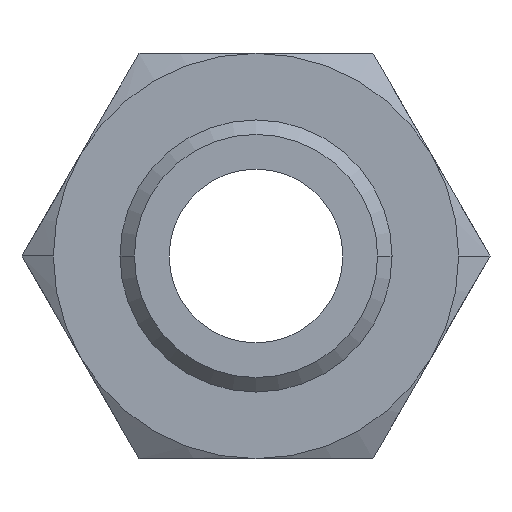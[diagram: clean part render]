
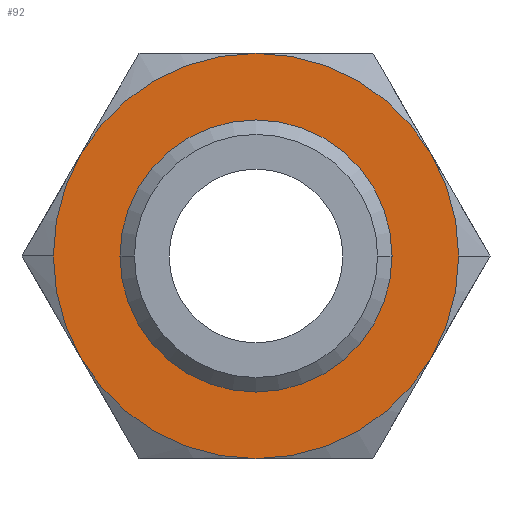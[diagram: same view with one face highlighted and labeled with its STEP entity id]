
A CAD part, front view. The second image highlights one B-rep face of the part: STEP entity #92.
In plain terms, the highlighted planar face has unit normal (0, -1, 0).
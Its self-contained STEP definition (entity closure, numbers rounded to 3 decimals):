
#92=ADVANCED_FACE('',(#201,#202),#203,.T.);
#201=FACE_OUTER_BOUND('',#326,.T.);
#202=FACE_BOUND('',#327,.T.);
#203=PLANE('',#328);
#326=EDGE_LOOP('',(#520,#521,#522,#523,#524,#525,#526,#527));
#327=EDGE_LOOP('',(#528,#529));
#328=AXIS2_PLACEMENT_3D('',#530,#531,#532);
#520=ORIENTED_EDGE('',*,*,#777,.T.);
#521=ORIENTED_EDGE('',*,*,#778,.T.);
#522=ORIENTED_EDGE('',*,*,#779,.T.);
#523=ORIENTED_EDGE('',*,*,#780,.T.);
#524=ORIENTED_EDGE('',*,*,#775,.T.);
#525=ORIENTED_EDGE('',*,*,#734,.T.);
#526=ORIENTED_EDGE('',*,*,#781,.T.);
#527=ORIENTED_EDGE('',*,*,#782,.T.);
#528=ORIENTED_EDGE('',*,*,#783,.F.);
#529=ORIENTED_EDGE('',*,*,#758,.F.);
#530=CARTESIAN_POINT('',(-3.5,10.5,0.0));
#531=DIRECTION('',(0.,-1.0,0.0));
#532=DIRECTION('',(-1.0,0.,0.0));
#734=EDGE_CURVE('',#867,#869,#871,.T.);
#758=EDGE_CURVE('',#907,#909,#910,.T.);
#775=EDGE_CURVE('',#838,#867,#933,.T.);
#777=EDGE_CURVE('',#874,#935,#936,.T.);
#778=EDGE_CURVE('',#935,#937,#938,.T.);
#779=EDGE_CURVE('',#937,#939,#940,.T.);
#780=EDGE_CURVE('',#939,#838,#941,.T.);
#781=EDGE_CURVE('',#869,#942,#943,.T.);
#782=EDGE_CURVE('',#942,#874,#944,.T.);
#783=EDGE_CURVE('',#909,#907,#945,.T.);
#838=VERTEX_POINT('',#1004);
#867=VERTEX_POINT('',#1062);
#869=VERTEX_POINT('',#1065);
#871=CIRCLE('',#1078,7.0);
#874=VERTEX_POINT('',#1081);
#907=VERTEX_POINT('',#1145);
#909=VERTEX_POINT('',#1148);
#910=CIRCLE('',#1149,4.7);
#933=CIRCLE('',#1188,7.0);
#935=VERTEX_POINT('',#1190);
#936=CIRCLE('',#1191,7.0);
#937=VERTEX_POINT('',#1192);
#938=CIRCLE('',#1193,7.0);
#939=VERTEX_POINT('',#1194);
#940=CIRCLE('',#1195,7.0);
#941=CIRCLE('',#1196,7.0);
#942=VERTEX_POINT('',#1197);
#943=CIRCLE('',#1198,7.0);
#944=CIRCLE('',#1199,7.0);
#945=CIRCLE('',#1200,4.7);
#1004=CARTESIAN_POINT('',(6.062,10.5,-3.5));
#1062=CARTESIAN_POINT('',(7.0,10.5,0.));
#1065=CARTESIAN_POINT('',(6.062,10.5,3.5));
#1078=AXIS2_PLACEMENT_3D('',#1350,#1351,#1352);
#1081=CARTESIAN_POINT('',(-6.062,10.5,3.5));
#1145=CARTESIAN_POINT('',(4.7,10.5,0.));
#1148=CARTESIAN_POINT('',(-4.7,10.5,0.));
#1149=AXIS2_PLACEMENT_3D('',#1381,#1382,#1383);
#1188=AXIS2_PLACEMENT_3D('',#1404,#1405,#1406);
#1190=CARTESIAN_POINT('',(-7.0,10.5,0.));
#1191=AXIS2_PLACEMENT_3D('',#1407,#1408,#1409);
#1192=CARTESIAN_POINT('',(-6.062,10.5,-3.5));
#1193=AXIS2_PLACEMENT_3D('',#1410,#1411,#1412);
#1194=CARTESIAN_POINT('',(0.,10.5,-7.0));
#1195=AXIS2_PLACEMENT_3D('',#1413,#1414,#1415);
#1196=AXIS2_PLACEMENT_3D('',#1416,#1417,#1418);
#1197=CARTESIAN_POINT('',(0.,10.5,7.0));
#1198=AXIS2_PLACEMENT_3D('',#1419,#1420,#1421);
#1199=AXIS2_PLACEMENT_3D('',#1422,#1423,#1424);
#1200=AXIS2_PLACEMENT_3D('',#1425,#1426,#1427);
#1350=CARTESIAN_POINT('',(0.,10.5,0.0));
#1351=DIRECTION('',(0.,-1.0,0.0));
#1352=DIRECTION('',(-1.0,0.,0.0));
#1381=CARTESIAN_POINT('',(0.0,10.5,0.0));
#1382=DIRECTION('',(0.,-1.0,0.0));
#1383=DIRECTION('',(1.0,0.,0.0));
#1404=CARTESIAN_POINT('',(0.,10.5,0.0));
#1405=DIRECTION('',(0.,-1.0,0.0));
#1406=DIRECTION('',(-1.0,0.,0.0));
#1407=CARTESIAN_POINT('',(0.,10.5,0.0));
#1408=DIRECTION('',(0.,-1.0,0.0));
#1409=DIRECTION('',(-1.0,0.,0.0));
#1410=CARTESIAN_POINT('',(0.,10.5,0.0));
#1411=DIRECTION('',(0.,-1.0,0.0));
#1412=DIRECTION('',(-1.0,0.,0.0));
#1413=CARTESIAN_POINT('',(0.,10.5,0.0));
#1414=DIRECTION('',(0.,-1.0,0.0));
#1415=DIRECTION('',(-1.0,0.,0.0));
#1416=CARTESIAN_POINT('',(0.,10.5,0.0));
#1417=DIRECTION('',(0.,-1.0,0.0));
#1418=DIRECTION('',(-1.0,0.,0.0));
#1419=CARTESIAN_POINT('',(0.,10.5,0.0));
#1420=DIRECTION('',(0.,-1.0,0.0));
#1421=DIRECTION('',(-1.0,0.,0.0));
#1422=CARTESIAN_POINT('',(0.,10.5,0.0));
#1423=DIRECTION('',(0.,-1.0,0.0));
#1424=DIRECTION('',(-1.0,0.,0.0));
#1425=CARTESIAN_POINT('',(0.0,10.5,0.0));
#1426=DIRECTION('',(0.,-1.0,0.0));
#1427=DIRECTION('',(1.0,0.,0.0));
